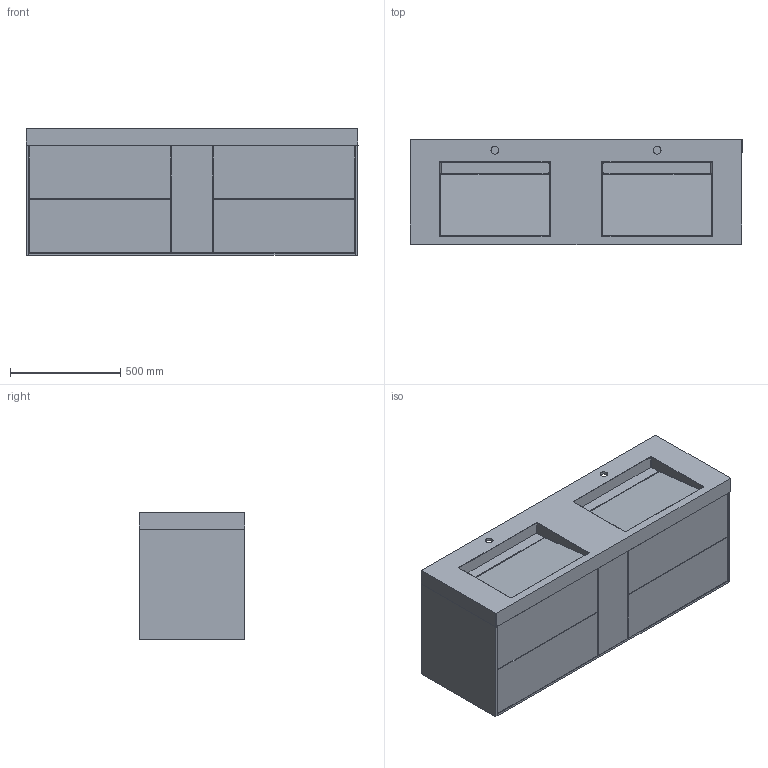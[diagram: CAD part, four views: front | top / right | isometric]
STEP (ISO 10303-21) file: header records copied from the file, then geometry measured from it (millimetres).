
FILE_DESCRIPTION(/* description */ (''),/* implementation_level */ '2;1');
FILE_NAME(/* name */ 'SPASE_Agness 1500.stp',/* time_stamp */ '2025-10-13T11:05:36+03:00',/* author */ ('ya'),/* organization */ (''),/* preprocessor_version */ 'ST-DEVELOPER v18.1',/* originating_system */ 'Autodesk Inventor 2022',/* authorisation */ '');
FILE_SCHEMA (('AUTOMOTIVE_DESIGN { 1 0 10303 214 3 1 1 }'));
Length unit declared in the file: millimetre
Products named in the file (3): SPASE_Agness 1500; Agness 1500м; SPASE_Agness 1500_1
Assembly tree (2 placements, depth 2):
  SPASE_Agness 1500
    Agness 1500м
    SPASE_Agness 1500_1
Bounding box: 1505.14 x 478.65 x 575 mm (x, y, z)
Volume: 93900510.9 mm3; surface area: 13238181.4 mm2
Topology: 47 solids, 47 shells, 750 faces, 1680 edges, 992 vertices
Faces by surface type: plane 394, cylinder 216, bspline 104, sphere 36
Full cylindrical faces by diameter (mm): 6 x8, 35 x2, 45 x2
Entity records: 25833 total; most frequent: CARTESIAN_POINT 9884, ORIENTED_EDGE 3272, DIRECTION 3164, EDGE_CURVE 1636, LINE 1076, VECTOR 1076, AXIS2_PLACEMENT_3D 1044, VERTEX_POINT 992
